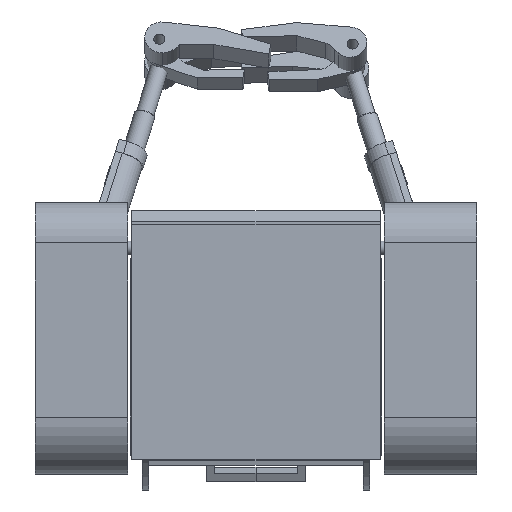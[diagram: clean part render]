
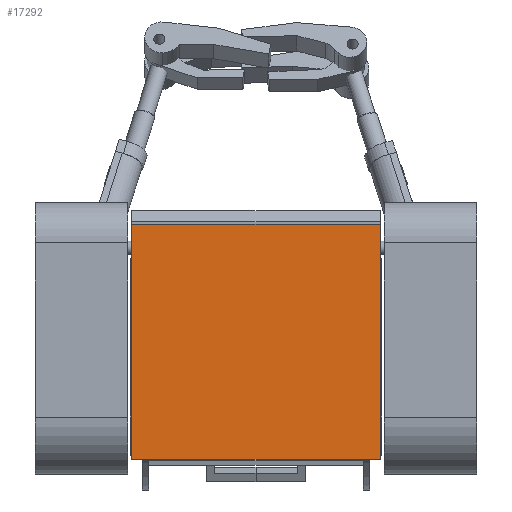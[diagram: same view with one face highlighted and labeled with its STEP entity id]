
A CAD part, front view. The second image highlights one B-rep face of the part: STEP entity #17292.
In plain terms, the highlighted planar face has unit normal (0, -1, 0).
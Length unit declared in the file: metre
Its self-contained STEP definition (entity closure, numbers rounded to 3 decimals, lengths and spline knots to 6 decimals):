
#1848 = CARTESIAN_POINT('NONE', (-0.2286, 0.2032, -0.2286));
#1849 = VERTEX_POINT('NONE', #1848);
#1850 = CARTESIAN_POINT('NONE', (-0.2286, 0.2032, 0.2032));
#1851 = VERTEX_POINT('NONE', #1850);
#1856 = CARTESIAN_POINT('NONE', (0.2286, 0.2032, 0.2032));
#1857 = VERTEX_POINT('NONE', #1856);
#1860 = CARTESIAN_POINT('NONE', (0.2286, 0.2032, -0.2286));
#1861 = VERTEX_POINT('NONE', #1860);
#7732 = DIRECTION('NONE', (0., 0, 1));
#7733 = VECTOR('NONE', #7732, 1);
#7734 = CARTESIAN_POINT('NONE', (-0.2286, 0.2032, -0.2286));
#7735 = LINE('NONE', #7734, #7733);
#7748 = DIRECTION('NONE', (1, 0, 0));
#7749 = VECTOR('NONE', #7748, 1);
#7750 = CARTESIAN_POINT('NONE', (-0.2286, 0.2032, 0.2032));
#7751 = LINE('NONE', #7750, #7749);
#7760 = DIRECTION('NONE', (0., 0, -1));
#7761 = VECTOR('NONE', #7760, 1);
#7762 = CARTESIAN_POINT('NONE', (0.2286, 0.2032, 0.2032));
#7763 = LINE('NONE', #7762, #7761);
#7772 = DIRECTION('NONE', (-1, 0, 0));
#7773 = VECTOR('NONE', #7772, 1);
#7774 = CARTESIAN_POINT('NONE', (0.2286, 0.2032, -0.2286));
#7775 = LINE('NONE', #7774, #7773);
#9301 = EDGE_CURVE('NONE', #1849, #1851, #7735, .T.);
#9305 = EDGE_CURVE('NONE', #1851, #1857, #7751, .T.);
#9308 = EDGE_CURVE('NONE', #1857, #1861, #7763, .T.);
#9311 = EDGE_CURVE('NONE', #1861, #1849, #7775, .T.);
#12208 = CARTESIAN_POINT('NONE', (0, 0.2032, -0));
#12209 = DIRECTION('NONE', (0, 1, 0));
#12210 = AXIS2_PLACEMENT_3D('NONE', #12208, #12209, $);
#12211 = PLANE('NONE', #12210);
#17286 = ORIENTED_EDGE('NONE', *, *, #9311, .F.);
#17287 = ORIENTED_EDGE('NONE', *, *, #9308, .F.);
#17288 = ORIENTED_EDGE('NONE', *, *, #9305, .F.);
#17289 = ORIENTED_EDGE('NONE', *, *, #9301, .F.);
#17290 = EDGE_LOOP('NONE', (#17286, #17287, #17288, #17289));
#17291 = FACE_BOUND('NONE', #17290, .T.);
#17292 = ADVANCED_FACE('NONE', (#17291), #12211, .F.);
